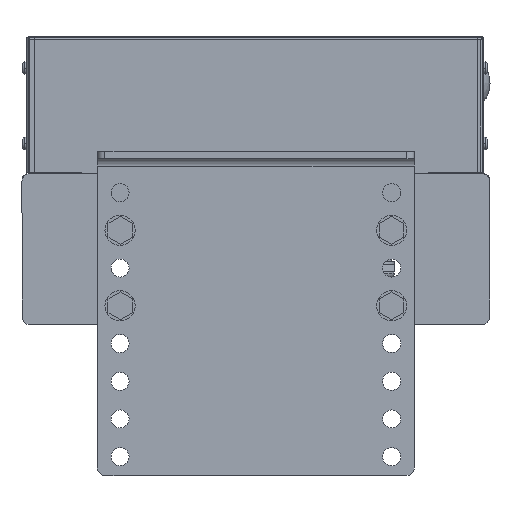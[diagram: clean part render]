
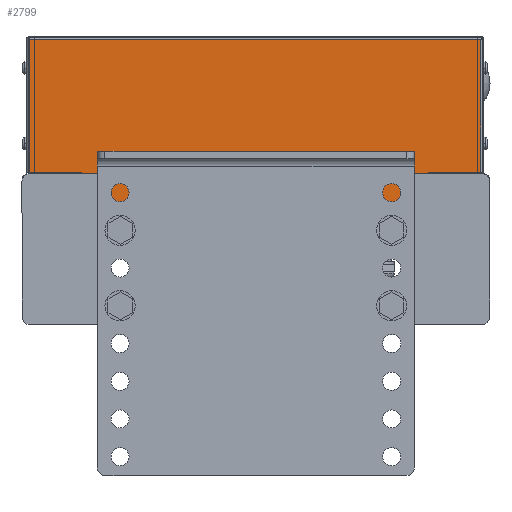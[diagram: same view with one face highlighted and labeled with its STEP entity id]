
A CAD part, left-side view. The second image highlights one B-rep face of the part: STEP entity #2799.
In plain terms, the highlighted face is planar.
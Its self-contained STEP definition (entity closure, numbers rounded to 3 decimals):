
#2217=CARTESIAN_POINT('',(176.0,-3.5,-0.5));
#2218=VERTEX_POINT('',#2217);
#2225=CARTESIAN_POINT('',(209.5,-3.5,-0.5));
#2226=VERTEX_POINT('',#2225);
#2227=CARTESIAN_POINT('',(209.5,-3.5,-0.5));
#2228=DIRECTION('',(-1.0,0.0,0.0));
#2229=VECTOR('',#2228,33.5);
#2230=LINE('',#2227,#2229);
#2231=EDGE_CURVE('',#2226,#2218,#2230,.T.);
#2249=CARTESIAN_POINT('',(174.0,-5.5,-0.5));
#2250=VERTEX_POINT('',#2249);
#2251=CARTESIAN_POINT('',(176.0,-5.5,-0.5));
#2252=DIRECTION('',(0.0,0.0,-1.));
#2253=DIRECTION('',(-0.707,0.707,0.0));
#2254=AXIS2_PLACEMENT_3D('',#2251,#2252,#2253);
#2255=CIRCLE('',#2254,2.);
#2256=EDGE_CURVE('',#2250,#2218,#2255,.T.);
#2333=CARTESIAN_POINT('',(-89.5,-3.5,-0.5));
#2334=VERTEX_POINT('',#2333);
#2342=CARTESIAN_POINT('',(-56.0,-3.5,-0.5));
#2343=VERTEX_POINT('',#2342);
#2344=CARTESIAN_POINT('',(-56.0,-3.5,-0.5));
#2345=DIRECTION('',(-1.0,0.0,0.0));
#2346=VECTOR('',#2345,33.5);
#2347=LINE('',#2344,#2346);
#2348=EDGE_CURVE('',#2343,#2334,#2347,.T.);
#2432=CARTESIAN_POINT('',(-54.0,-5.5,-0.5));
#2433=VERTEX_POINT('',#2432);
#2434=CARTESIAN_POINT('',(-56.0,-5.5,-0.5));
#2435=DIRECTION('',(0.0,0.0,-1.));
#2436=DIRECTION('',(0.707,0.707,0.0));
#2437=AXIS2_PLACEMENT_3D('',#2434,#2435,#2436);
#2438=CIRCLE('',#2437,2.);
#2439=EDGE_CURVE('',#2343,#2433,#2438,.T.);
#2466=CARTESIAN_POINT('',(-54.0,-54.5,-0.5));
#2467=VERTEX_POINT('',#2466);
#2468=CARTESIAN_POINT('',(-54.0,-54.5,-0.5));
#2469=DIRECTION('',(0.0,1.0,0.0));
#2470=VECTOR('',#2469,49.);
#2471=LINE('',#2468,#2470);
#2472=EDGE_CURVE('',#2467,#2433,#2471,.T.);
#2706=CARTESIAN_POINT('',(209.5,84.5,-0.5));
#2707=VERTEX_POINT('',#2706);
#2715=CARTESIAN_POINT('',(-89.5,84.5,-0.5));
#2716=VERTEX_POINT('',#2715);
#2717=CARTESIAN_POINT('',(209.5,84.5,-0.5));
#2718=DIRECTION('',(-1.0,0.0,0.0));
#2719=VECTOR('',#2718,299.);
#2720=LINE('',#2717,#2719);
#2721=EDGE_CURVE('',#2707,#2716,#2720,.T.);
#2747=CARTESIAN_POINT('',(-89.5,84.5,-0.5));
#2748=DIRECTION('',(0.0,-1.0,0.0));
#2749=VECTOR('',#2748,88.);
#2750=LINE('',#2747,#2749);
#2751=EDGE_CURVE('',#2716,#2334,#2750,.T.);
#2765=CARTESIAN_POINT('',(60.,19.294,-0.5));
#2766=DIRECTION('',(0.0,0.0,1.0));
#2767=DIRECTION('',(1.0,0.0,0.0));
#2768=AXIS2_PLACEMENT_3D('',#2765,#2766,#2767);
#2769=PLANE('',#2768);
#2770=ORIENTED_EDGE('',*,*,#2721,.F.);
#2771=CARTESIAN_POINT('',(209.5,-3.5,-0.5));
#2772=DIRECTION('',(0.0,1.0,0.0));
#2773=VECTOR('',#2772,88.);
#2774=LINE('',#2771,#2773);
#2775=EDGE_CURVE('',#2226,#2707,#2774,.T.);
#2776=ORIENTED_EDGE('',*,*,#2775,.F.);
#2777=ORIENTED_EDGE('',*,*,#2231,.T.);
#2778=ORIENTED_EDGE('',*,*,#2256,.F.);
#2779=CARTESIAN_POINT('',(174.0,-54.5,-0.5));
#2780=VERTEX_POINT('',#2779);
#2781=CARTESIAN_POINT('',(174.0,-5.5,-0.5));
#2782=DIRECTION('',(0.0,-1.0,0.0));
#2783=VECTOR('',#2782,49.0);
#2784=LINE('',#2781,#2783);
#2785=EDGE_CURVE('',#2250,#2780,#2784,.T.);
#2786=ORIENTED_EDGE('',*,*,#2785,.T.);
#2787=CARTESIAN_POINT('',(-54.0,-54.5,-0.5));
#2788=DIRECTION('',(1.0,0.0,0.0));
#2789=VECTOR('',#2788,228.0);
#2790=LINE('',#2787,#2789);
#2791=EDGE_CURVE('',#2467,#2780,#2790,.T.);
#2792=ORIENTED_EDGE('',*,*,#2791,.F.);
#2793=ORIENTED_EDGE('',*,*,#2472,.T.);
#2794=ORIENTED_EDGE('',*,*,#2439,.F.);
#2795=ORIENTED_EDGE('',*,*,#2348,.T.);
#2796=ORIENTED_EDGE('',*,*,#2751,.F.);
#2797=EDGE_LOOP('',(#2770,#2776,#2777,#2778,#2786,#2792,#2793,#2794,#2795,#2796));
#2798=FACE_OUTER_BOUND('',#2797,.T.);
#2799=ADVANCED_FACE('',(#2798),#2769,.F.);
